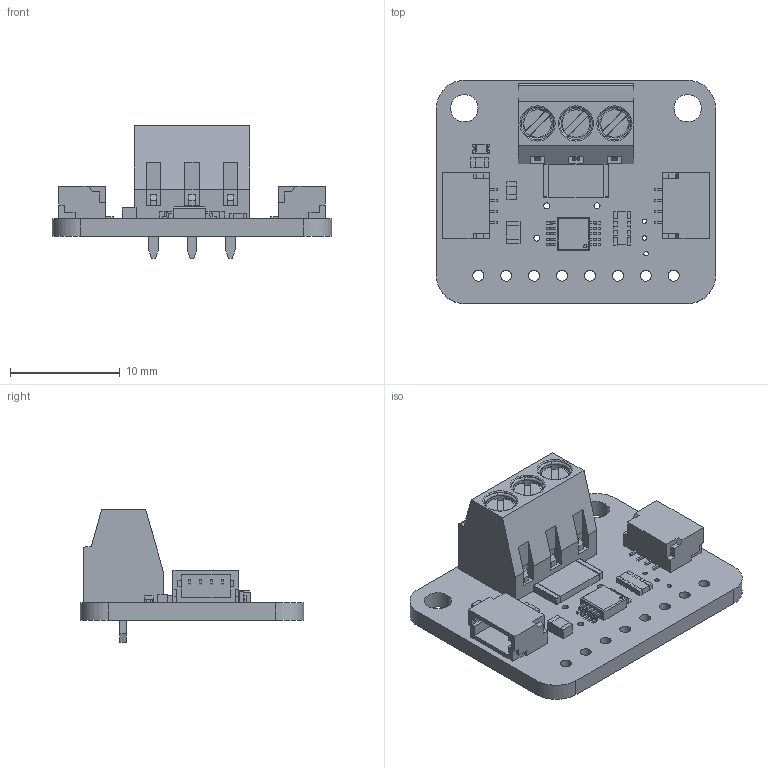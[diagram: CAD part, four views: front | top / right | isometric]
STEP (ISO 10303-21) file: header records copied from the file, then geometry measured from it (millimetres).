
FILE_DESCRIPTION(/* description */ (''),/* implementation_level */ '2;1');
FILE_NAME(/* name */ 'PCB Component.step',/* time_stamp */ '2025-06-03T11:14:51-04:00',/* author */ (''),/* organization */ (''),/* preprocessor_version */ 'ST-DEVELOPER v20.1',/* originating_system */ 'Autodesk Translation Framework v14.10.0.0',/* authorisation */ '');
FILE_SCHEMA (('AUTOMOTIVE_DESIGN { 1 0 10303 214 3 1 1 }'));
Length unit declared in the file: millimetre
Products named in the file (10): PCB Component; Board; 10K; 10uF; 10K Pack; STEMMA_I2C_QT; GREEN; INA237; 3.5mm term; HoLLR2512-2W-15mR-1%
Assembly tree (11 placements, depth 2):
  PCB Component
    Board
    10K  x2
    10uF
    10K Pack
    STEMMA_I2C_QT  x2
    GREEN
    INA237
    3.5mm term
    HoLLR2512-2W-15mR-1%
Bounding box: 25.4 x 20.32 x 12.1 mm (x, y, z)
Volume: 1361 mm3; surface area: 2344.1 mm2
Topology: 17 solids, 17 shells, 723 faces, 1888 edges, 1232 vertices
Faces by surface type: plane 561, cylinder 106, bspline 31, sphere 16, torus 9
Full cylindrical faces by diameter (mm): 0.3 x1, 0.4 x7, 0.55 x3, 1 x11, 2.5 x2, 2.9 x3, 3 x6
Entity records: 22162 total; most frequent: CARTESIAN_POINT 5985, ORIENTED_EDGE 3216, DIRECTION 3081, EDGE_CURVE 1608, LINE 1307, VECTOR 1307, VERTEX_POINT 1046, AXIS2_PLACEMENT_3D 887
